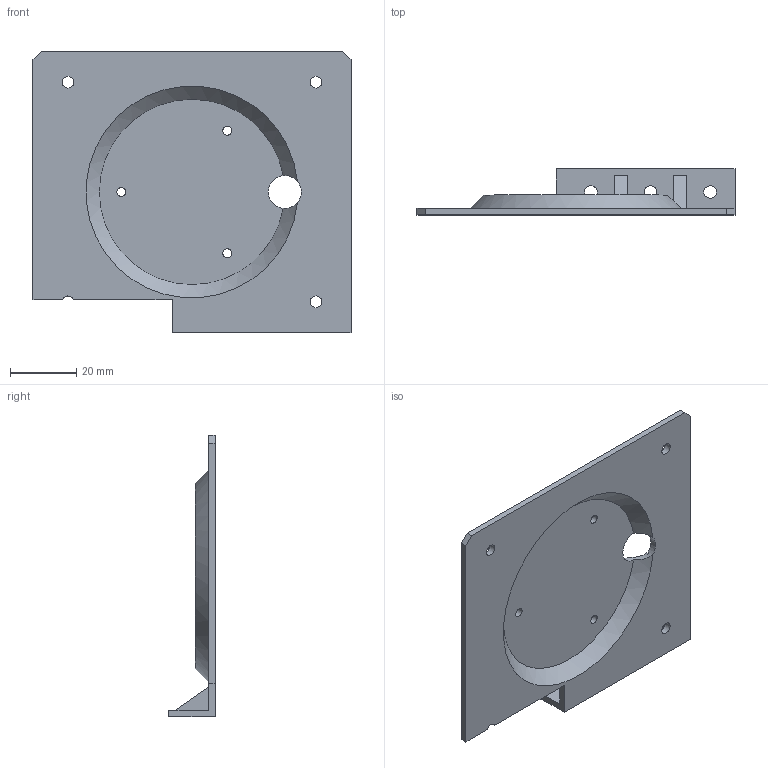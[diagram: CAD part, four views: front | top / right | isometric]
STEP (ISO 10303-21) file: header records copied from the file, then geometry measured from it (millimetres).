
FILE_DESCRIPTION(/* description */ (''),/* implementation_level */ '2;1');
FILE_NAME(/* name */ 'Case_bottom v23.step',/* time_stamp */ '2021-09-01T20:41:31+02:00',/* author */ (''),/* organization */ (''),/* preprocessor_version */ 'ST-DEVELOPER v18.1',/* originating_system */ 'Autodesk Translation Framework v10.10.0.1391',/* authorisation */ '');
FILE_SCHEMA (('AUTOMOTIVE_DESIGN { 1 0 10303 214 3 1 1 }'));
Length unit declared in the file: millimetre
Products named in the file (1): Case_bottom
Bounding box: 96 x 14 x 85 mm (x, y, z)
Volume: 16721.1 mm3; surface area: 18156.6 mm2
Topology: 1 solids, 1 shells, 34 faces, 96 edges, 64 vertices
Faces by surface type: plane 21, cylinder 11, cone 2
Full cylindrical faces by diameter (mm): 2.7 x3, 3.5 x3, 3.8 x3, 10 x1
Entity records: 1210 total; most frequent: CARTESIAN_POINT 223, ORIENTED_EDGE 192, DIRECTION 192, EDGE_CURVE 96, AXIS2_PLACEMENT_3D 65, VERTEX_POINT 64, LINE 62, VECTOR 62
